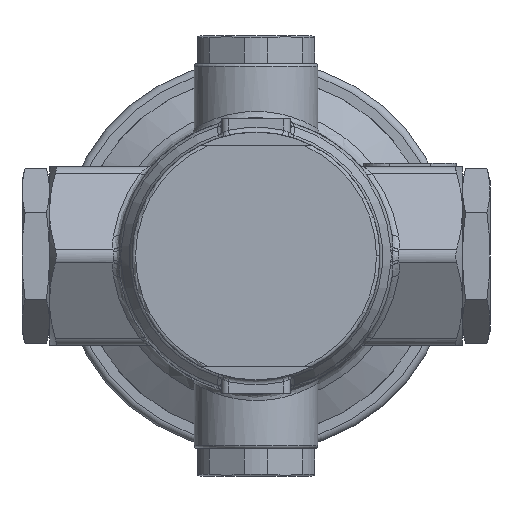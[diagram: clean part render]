
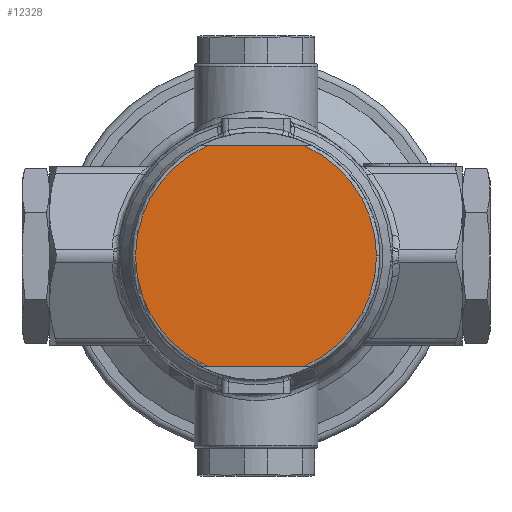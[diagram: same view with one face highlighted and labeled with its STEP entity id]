
A CAD part, front view. The second image highlights one B-rep face of the part: STEP entity #12328.
In plain terms, the highlighted planar face has unit normal (0, -1, 0).
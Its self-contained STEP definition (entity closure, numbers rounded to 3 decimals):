
#713 = CARTESIAN_POINT ( 'NONE',  ( 7.089, -6., -16. ) ) ;
#2163 = DIRECTION ( 'NONE',  ( 0., 1., 0. ) ) ;
#5344 = LINE ( 'NONE', #114580, #57977 ) ;
#9964 = ORIENTED_EDGE ( 'NONE', *, *, #18247, .T. ) ;
#9976 = VERTEX_POINT ( 'NONE', #107241 ) ;
#10259 = AXIS2_PLACEMENT_3D ( 'NONE', #61406, #2163, #71341 ) ;
#12328 = ADVANCED_FACE ( 'NONE', ( #31179 ), #109404, .F. ) ;
#17096 = EDGE_LOOP ( 'NONE', ( #9964, #74794, #76171, #99288, #119349 ) ) ;
#17572 = VECTOR ( 'NONE', #112203, 1000. ) ;
#18247 = EDGE_CURVE ( 'NONE', #9976, #124280, #5344, .T. ) ;
#26851 = EDGE_CURVE ( 'NONE', #64111, #67478, #43834, .T. ) ;
#31179 = FACE_OUTER_BOUND ( 'NONE', #17096, .T. ) ;
#34617 = EDGE_CURVE ( 'NONE', #101934, #64111, #78857, .T. ) ;
#35147 = CARTESIAN_POINT ( 'NONE',  ( 7.089, -6., 16. ) ) ;
#38500 = CARTESIAN_POINT ( 'NONE',  ( 0., -6., 0. ) ) ;
#41829 = CARTESIAN_POINT ( 'NONE',  ( 0., -6., 0. ) ) ;
#42988 = CARTESIAN_POINT ( 'NONE',  ( -15., -6., 16. ) ) ;
#43834 = LINE ( 'NONE', #42988, #17572 ) ;
#45710 = EDGE_CURVE ( 'NONE', #67478, #9976, #88776, .T. ) ;
#47921 = DIRECTION ( 'NONE',  ( 0., -1., 0. ) ) ;
#48451 = DIRECTION ( 'NONE',  ( 1., 0., 0. ) ) ;
#51830 = DIRECTION ( 'NONE',  ( 1., 0., 0. ) ) ;
#55378 = DIRECTION ( 'NONE',  ( 1., 0., 0. ) ) ;
#57977 = VECTOR ( 'NONE', #55378, 1000. ) ;
#61406 = CARTESIAN_POINT ( 'NONE',  ( 0., -6., 0. ) ) ;
#61993 = EDGE_CURVE ( 'NONE', #124280, #101934, #68880, .T. ) ;
#64111 = VERTEX_POINT ( 'NONE', #35147 ) ;
#65269 = AXIS2_PLACEMENT_3D ( 'NONE', #41829, #111042, #51830 ) ;
#67478 = VERTEX_POINT ( 'NONE', #113635 ) ;
#68880 = CIRCLE ( 'NONE', #65269, 17.5 ) ;
#71341 = DIRECTION ( 'NONE',  ( 1., 0., 0. ) ) ;
#74794 = ORIENTED_EDGE ( 'NONE', *, *, #61993, .T. ) ;
#76171 = ORIENTED_EDGE ( 'NONE', *, *, #34617, .T. ) ;
#78618 = AXIS2_PLACEMENT_3D ( 'NONE', #38500, #107681, #48451 ) ;
#78857 = CIRCLE ( 'NONE', #82986, 17.5 ) ;
#82986 = AXIS2_PLACEMENT_3D ( 'NONE', #107148, #47921, #117101 ) ;
#88776 = CIRCLE ( 'NONE', #78618, 17.5 ) ;
#99288 = ORIENTED_EDGE ( 'NONE', *, *, #26851, .T. ) ;
#101934 = VERTEX_POINT ( 'NONE', #127772 ) ;
#107148 = CARTESIAN_POINT ( 'NONE',  ( 0., -6., 0. ) ) ;
#107241 = CARTESIAN_POINT ( 'NONE',  ( -7.089, -6., -16. ) ) ;
#107681 = DIRECTION ( 'NONE',  ( 0., -1., 0. ) ) ;
#109404 = PLANE ( 'NONE',  #10259 ) ;
#111042 = DIRECTION ( 'NONE',  ( 0., -1., 0. ) ) ;
#112203 = DIRECTION ( 'NONE',  ( -1., 0., 0. ) ) ;
#113635 = CARTESIAN_POINT ( 'NONE',  ( -7.089, -6., 16. ) ) ;
#114580 = CARTESIAN_POINT ( 'NONE',  ( -15., -6., -16. ) ) ;
#117101 = DIRECTION ( 'NONE',  ( 1., 0., 0. ) ) ;
#119349 = ORIENTED_EDGE ( 'NONE', *, *, #45710, .T. ) ;
#124280 = VERTEX_POINT ( 'NONE', #713 ) ;
#127772 = CARTESIAN_POINT ( 'NONE',  ( 17.5, -6., 0. ) ) ;
